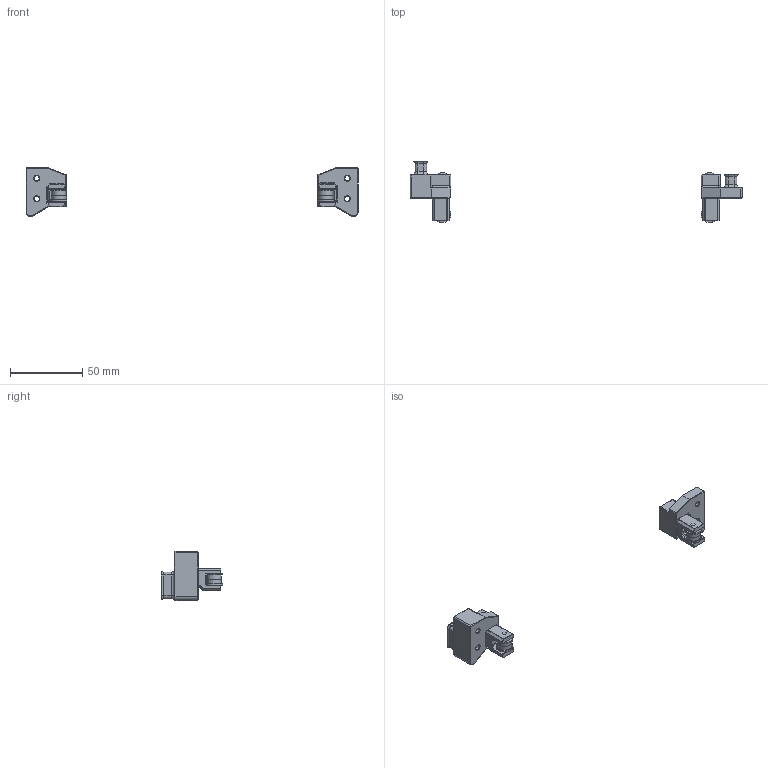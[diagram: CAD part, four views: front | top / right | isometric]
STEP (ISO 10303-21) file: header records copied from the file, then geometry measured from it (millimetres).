
FILE_DESCRIPTION(/* description */ (''),/* implementation_level */ '2;1');
FILE_NAME(/* name */ 'Tri-Zero_Z_Idler.step',/* time_stamp */ '2023-07-24T19:53:59+02:00',/* author */ (''),/* organization */ (''),/* preprocessor_version */ 'ST-DEVELOPER v19.2',/* originating_system */ 'Autodesk Translation Framework v12.6.0.85',/* authorisation */ '');
FILE_SCHEMA (('AUTOMOTIVE_DESIGN { 1 0 10303 214 3 1 1 }'));
Length unit declared in the file: millimetre
Products named in the file (16): Tri-Zero_A_Idler_V2; A_Idler; Hardware; f623_stack; f623-rs; 3x14 Pin; f623_stack v2(Mirror); f623-rs_1; 3x14 Pin(Mirror); M3x16_BHCS; M3x4_Threaded_Insert; M3x4_Threaded_Insert v1(Mirror); M3x16_BHCS v1(Mirror); B_Idler v1; B_Idler; Offest Tensioner v1
Assembly tree (17 placements, depth 4):
  Tri-Zero_A_Idler_V2
    A_Idler
    Hardware
      f623_stack
        f623-rs  x2
      3x14 Pin
      f623_stack v2(Mirror)
        f623-rs_1  x2
      3x14 Pin(Mirror)
      M3x16_BHCS
      M3x4_Threaded_Insert
      M3x4_Threaded_Insert v1(Mirror)
      M3x16_BHCS v1(Mirror)
    B_Idler v1
      B_Idler
    Offest Tensioner v1
Bounding box: 230 x 42.37 x 34.01 mm (x, y, z)
Volume: 25465.8 mm3; surface area: 15996.8 mm2
Topology: 18 solids, 18 shells, 959 faces, 2504 edges, 1602 vertices
Faces by surface type: bspline 302, plane 293, cylinder 261, cone 75, torus 26, sphere 2
Full cylindrical faces by diameter (mm): 3 x14, 3.4 x8, 4.6 x2, 5.05 x2, 5.16 x2, 5.56 x2, 5.7 x2, 6 x3, 6.06 x8, 6.2 x1, 6.4 x2, 6.94 x8, 10 x4, 11.7 x4
Entity records: 34390 total; most frequent: CARTESIAN_POINT 12047, ORIENTED_EDGE 4908, DIRECTION 4398, EDGE_CURVE 2454, AXIS2_PLACEMENT_3D 1611, VERTEX_POINT 1574, LINE 1176, VECTOR 1176
